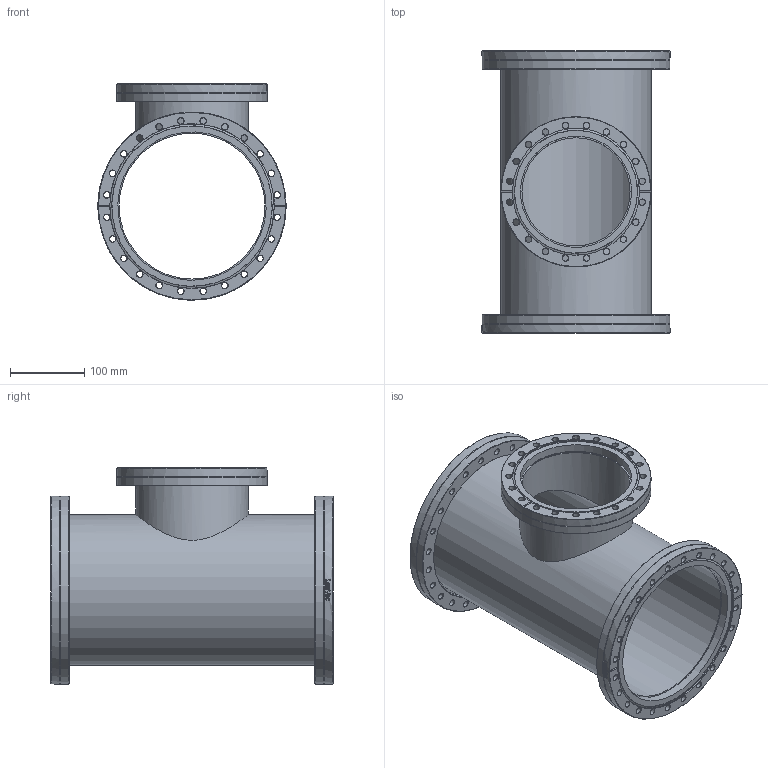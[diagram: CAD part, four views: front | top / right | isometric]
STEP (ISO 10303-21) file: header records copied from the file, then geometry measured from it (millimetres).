
FILE_DESCRIPTION(/* description */ (''),/* implementation_level */ '2;1');
FILE_NAME(/* name */ 'FL-RT200-160CF.stp',/* time_stamp */ '2018-02-09T11:39:38+00:00',/* author */ ('paul'),/* organization */ (''),/* preprocessor_version */ 'ST-DEVELOPER v16.13',/* originating_system */ 'Autodesk Inventor 2018',/* authorisation */ '');
FILE_SCHEMA (('AUTOMOTIVE_DESIGN { 1 0 10303 214 3 1 1 }'));
Length unit declared in the file: millimetre
Products named in the file (10): FL-RT200-160CF; FL-200CF-203; FL-200CFR-203; FL-200CFR OUTER; FL-200CFR-203 INNER; main tube; FL-160CFR-152; FL-160CFR OUTER; FL-160CFR-152 INNER; side tube
Assembly tree (9 placements, depth 3):
  FL-RT200-160CF
    FL-200CF-203
    FL-200CFR-203
      FL-200CFR OUTER
      FL-200CFR-203 INNER
    main tube
    FL-160CFR-152
      FL-160CFR OUTER
      FL-160CFR-152 INNER
    side tube
Bounding box: 254 x 381 x 292.1 mm (x, y, z)
Volume: 1854086.4 mm3; surface area: 773593.5 mm2
Topology: 7 solids, 7 shells, 554 faces, 1532 edges, 995 vertices
Faces by surface type: bspline 159, cone 157, cylinder 123, plane 112, torus 3
Full cylindrical faces by diameter (mm): 8.4 x68, 146 x1, 150.2 x1, 152.3 x1, 152.4 x1, 152.9 x1, 156 x1, 171.4 x2, 197 x1, 200.4 x2, 203 x2, 203.2 x1, 203.7 x2, 211 x1, 222 x1, 222.2 x2, 254 x4
Entity records: 51811 total; most frequent: CARTESIAN_POINT 39274, ORIENTED_EDGE 2376, DIRECTION 2259, EDGE_CURVE 1188, AXIS2_PLACEMENT_3D 957, EDGE_LOOP 953, VERTEX_POINT 895, FACE_OUTER_BOUND 554
